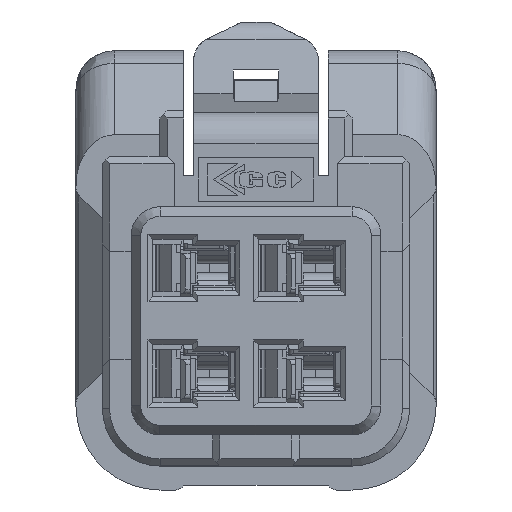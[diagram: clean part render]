
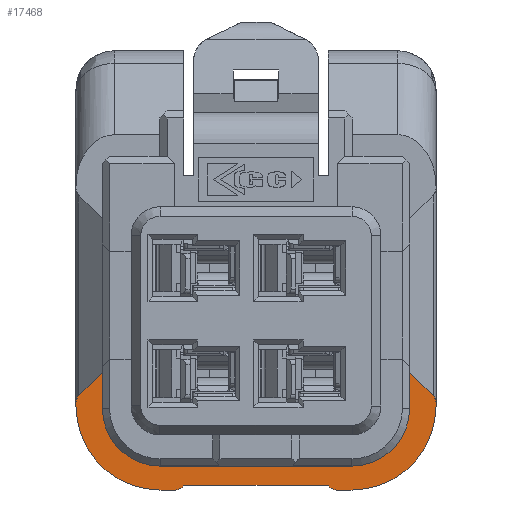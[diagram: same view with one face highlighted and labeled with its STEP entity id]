
A CAD part, front view. The second image highlights one B-rep face of the part: STEP entity #17468.
In plain terms, the highlighted planar face has unit normal (0, -1, 0).
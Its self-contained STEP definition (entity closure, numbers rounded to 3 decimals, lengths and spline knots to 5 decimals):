
#3256=CARTESIAN_POINT('',(-9.86448,-1.18893,
2.0815));
#3257=DIRECTION('',(0.,1.,0.));
#3258=DIRECTION('',(0.,0.,-1.));
#3259=AXIS2_PLACEMENT_3D('',#3256,#3257,#3258);
#3261=DIRECTION('',(0.,0.,1.));
#3262=VECTOR('',#3261,0.02972);
#3263=CARTESIAN_POINT('',(-9.91173,-1.18893,
2.0815));
#3264=LINE('',#3263,#3262);
#3265=DIRECTION('',(-1.,0.,0.));
#3266=VECTOR('',#3265,0.15748);
#3267=CARTESIAN_POINT('',(-9.707,-1.18893,
2.03425));
#3268=LINE('',#3267,#3266);
#3269=DIRECTION('',(0.,0.,-1.));
#3270=VECTOR('',#3269,0.02972);
#3271=CARTESIAN_POINT('',(-9.65976,-1.18893,
2.11122));
#3272=LINE('',#3271,#3270);
#3273=DIRECTION('',(-0.707,0.,0.707));
#3274=VECTOR('',#3273,0.02736);
#3275=CARTESIAN_POINT('',(-9.64041,-1.18893,
2.09187));
#3276=LINE('',#3275,#3274);
#3277=CARTESIAN_POINT('',(-9.64598,-1.18893,
2.08631));
#3278=DIRECTION('',(0.,-1.,0.));
#3279=DIRECTION('',(1.,0.,0.));
#3280=AXIS2_PLACEMENT_3D('',#3277,#3278,#3279);
#3282=CARTESIAN_POINT('',(-9.707,-1.18893,
2.08346));
#3283=DIRECTION('',(0.,-1.,0.));
#3284=DIRECTION('',(0.,0.,-1.));
#3285=AXIS2_PLACEMENT_3D('',#3282,#3283,#3284);
#3287=DIRECTION('',(-1.,0.,0.));
#3288=VECTOR('',#3287,0.01249);
#3289=CARTESIAN_POINT('',(-9.707,-1.18893,
2.01457));
#3290=LINE('',#3289,#3288);
#3291=CARTESIAN_POINT('',(-9.71949,-1.18893,
2.02244));
#3292=DIRECTION('',(0.,-1.,0.));
#3293=DIRECTION('',(-0.707,0.,-0.707));
#3294=AXIS2_PLACEMENT_3D('',#3291,#3292,#3293);
#3296=DIRECTION('',(-0.707,0.,0.707));
#3297=VECTOR('',#3296,0.00231);
#3298=CARTESIAN_POINT('',(-9.72506,-1.18893,
2.01687));
#3299=LINE('',#3298,#3297);
#3300=DIRECTION('',(1.,0.,0.));
#3301=VECTOR('',#3300,0.11811);
#3302=CARTESIAN_POINT('',(-9.8448,-1.18893,
2.0185));
#3303=LINE('',#3302,#3301);
#3304=DIRECTION('',(-0.707,0.,-0.707));
#3305=VECTOR('',#3304,0.00231);
#3306=CARTESIAN_POINT('',(-9.8448,-1.18893,
2.0185));
#3307=LINE('',#3306,#3305);
#3308=CARTESIAN_POINT('',(-9.85199,-1.18893,
2.02244));
#3309=DIRECTION('',(0.,-1.,0.));
#3310=DIRECTION('',(0.,0.,-1.));
#3311=AXIS2_PLACEMENT_3D('',#3308,#3309,#3310);
#3313=DIRECTION('',(-1.,0.,0.));
#3314=VECTOR('',#3313,0.01249);
#3315=CARTESIAN_POINT('',(-9.85199,-1.18893,
2.01457));
#3316=LINE('',#3315,#3314);
#3317=CARTESIAN_POINT('',(-9.86448,-1.18893,
2.08346));
#3318=DIRECTION('',(0.,-1.,0.));
#3319=DIRECTION('',(-1.,0.,0.));
#3320=AXIS2_PLACEMENT_3D('',#3317,#3318,#3319);
#3322=CARTESIAN_POINT('',(-9.9255,-1.18893,
2.08631));
#3323=DIRECTION('',(0.,-1.,0.));
#3324=DIRECTION('',(-0.707,0.,0.707));
#3325=AXIS2_PLACEMENT_3D('',#3322,#3323,#3324);
#3327=DIRECTION('',(-0.707,0.,-0.707));
#3328=VECTOR('',#3327,0.02736);
#3329=CARTESIAN_POINT('',(-9.91173,-1.18893,
2.11122));
#3330=LINE('',#3329,#3328);
#3400=CARTESIAN_POINT('',(-9.707,-1.18893,
2.0815));
#3401=DIRECTION('',(0.,1.,0.));
#3402=DIRECTION('',(1.,0.,0.));
#3403=AXIS2_PLACEMENT_3D('',#3400,#3401,#3402);
#4460=DIRECTION('',(0.,0.,-1.));
#4461=VECTOR('',#4460,0.00284);
#4462=CARTESIAN_POINT('',(-9.6381,-1.18893,
2.08631));
#4463=LINE('',#4462,#4461);
#8127=DIRECTION('',(0.,0.,1.));
#8128=VECTOR('',#8127,0.00284);
#8129=CARTESIAN_POINT('',(-9.93338,-1.18893,
2.08346));
#8130=LINE('',#8129,#8128);
#9492=CARTESIAN_POINT('',(-9.707,-1.18893,
2.01457));
#9493=CARTESIAN_POINT('',(-9.6381,-1.18893,
2.08346));
#9494=VERTEX_POINT('',#9492);
#9495=VERTEX_POINT('',#9493);
#9496=CARTESIAN_POINT('',(-9.93338,-1.18893,
2.08346));
#9497=CARTESIAN_POINT('',(-9.86448,-1.18893,
2.01457));
#9498=VERTEX_POINT('',#9496);
#9499=VERTEX_POINT('',#9497);
#9500=CARTESIAN_POINT('',(-9.707,-1.18893,
2.03425));
#9501=CARTESIAN_POINT('',(-9.86448,-1.18893,
2.03425));
#9502=VERTEX_POINT('',#9500);
#9503=VERTEX_POINT('',#9501);
#9504=CARTESIAN_POINT('',(-9.65976,-1.18893,
2.0815));
#9505=VERTEX_POINT('',#9504);
#9506=CARTESIAN_POINT('',(-9.91173,-1.18893,
2.0815));
#9507=VERTEX_POINT('',#9506);
#10050=CARTESIAN_POINT('',(-9.8448,-1.18893,
2.0185));
#10051=CARTESIAN_POINT('',(-9.72669,-1.18893,
2.0185));
#10052=VERTEX_POINT('',#10050);
#10053=VERTEX_POINT('',#10051);
#10086=CARTESIAN_POINT('',(-9.85199,-1.18893,
2.01457));
#10087=CARTESIAN_POINT('',(-9.84643,-1.18893,
2.01687));
#10088=VERTEX_POINT('',#10086);
#10089=VERTEX_POINT('',#10087);
#10102=CARTESIAN_POINT('',(-9.72506,-1.18893,
2.01687));
#10103=CARTESIAN_POINT('',(-9.71949,-1.18893,
2.01457));
#10104=VERTEX_POINT('',#10102);
#10105=VERTEX_POINT('',#10103);
#10106=CARTESIAN_POINT('',(-9.91173,-1.18893,
2.11122));
#10108=VERTEX_POINT('',#10106);
#10120=CARTESIAN_POINT('',(-9.65976,-1.18893,
2.11122));
#10121=VERTEX_POINT('',#10120);
#10122=CARTESIAN_POINT('',(-9.6381,-1.18893,
2.08631));
#10123=CARTESIAN_POINT('',(-9.64041,-1.18893,
2.09187));
#10124=VERTEX_POINT('',#10122);
#10125=VERTEX_POINT('',#10123);
#10150=CARTESIAN_POINT('',(-9.93107,-1.18893,
2.09187));
#10151=CARTESIAN_POINT('',(-9.93338,-1.18893,
2.08631));
#10152=VERTEX_POINT('',#10150);
#10153=VERTEX_POINT('',#10151);
#17424=CARTESIAN_POINT('',(-9.78574,-1.18893,
2.15335));
#17425=DIRECTION('',(0.,-1.,0.));
#17426=DIRECTION('',(1.,0.,0.));
#17427=AXIS2_PLACEMENT_3D('',#17424,#17425,#17426);
#17428=PLANE('',#17427);
#17429=ORIENTED_EDGE('',*,*,#17334,.F.);
#17430=ORIENTED_EDGE('',*,*,#17411,.F.);
#17431=ORIENTED_EDGE('',*,*,#17016,.F.);
#17433=ORIENTED_EDGE('',*,*,#17432,.F.);
#17435=ORIENTED_EDGE('',*,*,#17434,.F.);
#17437=ORIENTED_EDGE('',*,*,#17436,.F.);
#17439=ORIENTED_EDGE('',*,*,#17438,.F.);
#17441=ORIENTED_EDGE('',*,*,#17440,.T.);
#17443=ORIENTED_EDGE('',*,*,#17442,.F.);
#17445=ORIENTED_EDGE('',*,*,#17444,.T.);
#17447=ORIENTED_EDGE('',*,*,#17446,.F.);
#17449=ORIENTED_EDGE('',*,*,#17448,.T.);
#17451=ORIENTED_EDGE('',*,*,#17450,.F.);
#17453=ORIENTED_EDGE('',*,*,#17452,.T.);
#17455=ORIENTED_EDGE('',*,*,#17454,.F.);
#17457=ORIENTED_EDGE('',*,*,#17456,.T.);
#17459=ORIENTED_EDGE('',*,*,#17458,.F.);
#17461=ORIENTED_EDGE('',*,*,#17460,.T.);
#17463=ORIENTED_EDGE('',*,*,#17462,.F.);
#17465=ORIENTED_EDGE('',*,*,#17464,.F.);
#17466=EDGE_LOOP('',(#17429,#17430,#17431,#17433,#17435,#17437,#17439,#17441,
#17443,#17445,#17447,#17449,#17451,#17453,#17455,#17457,#17459,#17461,#17463,
#17465));
#17467=FACE_OUTER_BOUND('',#17466,.F.);
#17468=ADVANCED_FACE('',(#17467),#17428,.T.);
#3260=CIRCLE('',#3259,0.04724);
#3281=CIRCLE('',#3280,0.00787);
#3286=CIRCLE('',#3285,0.0689);
#3295=CIRCLE('',#3294,0.00787);
#3312=CIRCLE('',#3311,0.00787);
#3321=CIRCLE('',#3320,0.0689);
#3326=CIRCLE('',#3325,0.00787);
#3404=CIRCLE('',#3403,0.04724);
#17016=EDGE_CURVE('',#9502,#9503,#3268,.T.);
#17334=EDGE_CURVE('',#9507,#10108,#3264,.T.);
#17411=EDGE_CURVE('',#9503,#9507,#3260,.T.);
#17432=EDGE_CURVE('',#9505,#9502,#3404,.T.);
#17434=EDGE_CURVE('',#10121,#9505,#3272,.T.);
#17436=EDGE_CURVE('',#10125,#10121,#3276,.T.);
#17438=EDGE_CURVE('',#10124,#10125,#3281,.T.);
#17440=EDGE_CURVE('',#10124,#9495,#4463,.T.);
#17442=EDGE_CURVE('',#9494,#9495,#3286,.T.);
#17444=EDGE_CURVE('',#9494,#10105,#3290,.T.);
#17446=EDGE_CURVE('',#10104,#10105,#3295,.T.);
#17448=EDGE_CURVE('',#10104,#10053,#3299,.T.);
#17450=EDGE_CURVE('',#10052,#10053,#3303,.T.);
#17452=EDGE_CURVE('',#10052,#10089,#3307,.T.);
#17454=EDGE_CURVE('',#10088,#10089,#3312,.T.);
#17456=EDGE_CURVE('',#10088,#9499,#3316,.T.);
#17458=EDGE_CURVE('',#9498,#9499,#3321,.T.);
#17460=EDGE_CURVE('',#9498,#10153,#8130,.T.);
#17462=EDGE_CURVE('',#10152,#10153,#3326,.T.);
#17464=EDGE_CURVE('',#10108,#10152,#3330,.T.);
